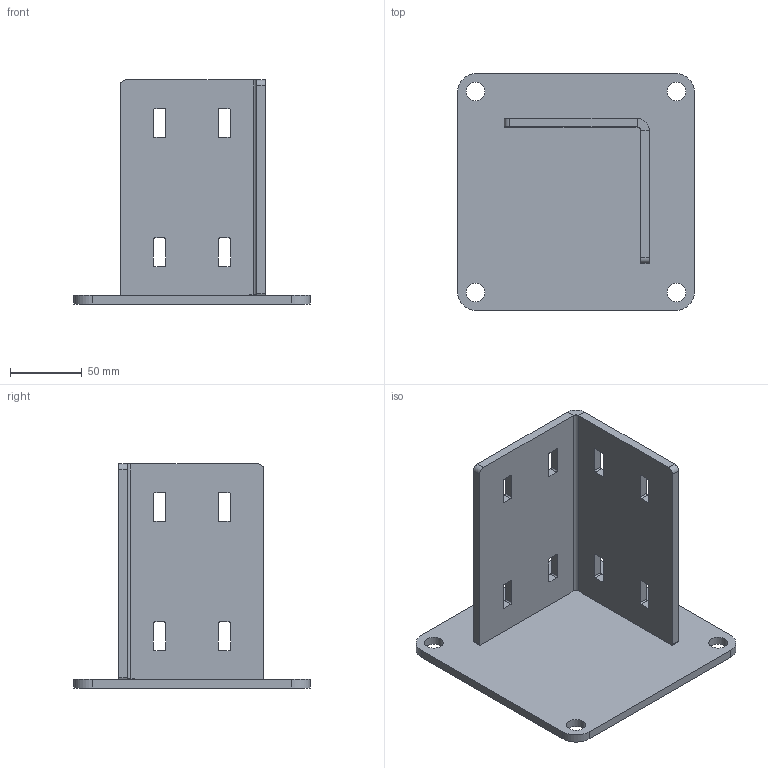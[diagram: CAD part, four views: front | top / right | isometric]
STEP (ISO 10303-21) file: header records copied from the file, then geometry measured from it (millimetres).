
FILE_DESCRIPTION(/* description */ ('STEEL BASE'),/* implementation_level */ '2;1');
FILE_NAME(/* name */ '3842536746.stp',/* time_stamp */ '2026-03-17T09:39:07+01:00',/* author */ ('andreas.svensson'),/* organization */ (''),/* preprocessor_version */ 'ST-DEVELOPER v20.1',/* originating_system */ 'Autodesk Inventor 2026',/* authorisation */ '');
FILE_SCHEMA (('AUTOMOTIVE_DESIGN { 1 0 10303 214 3 1 1 }'));
Length unit declared in the file: millimetre
Products named in the file (1): 3842536746
Bounding box: 165 x 165 x 156 mm (x, y, z)
Volume: 325165.8 mm3; surface area: 117836.8 mm2
Topology: 1 solids, 1 shells, 98 faces, 280 edges, 184 vertices
Faces by surface type: plane 52, cylinder 46
Full cylindrical faces by diameter (mm): 13 x4
Entity records: 3316 total; most frequent: DIRECTION 570, CARTESIAN_POINT 563, ORIENTED_EDGE 560, EDGE_CURVE 280, AXIS2_PLACEMENT_3D 191, LINE 188, VECTOR 188, VERTEX_POINT 184
